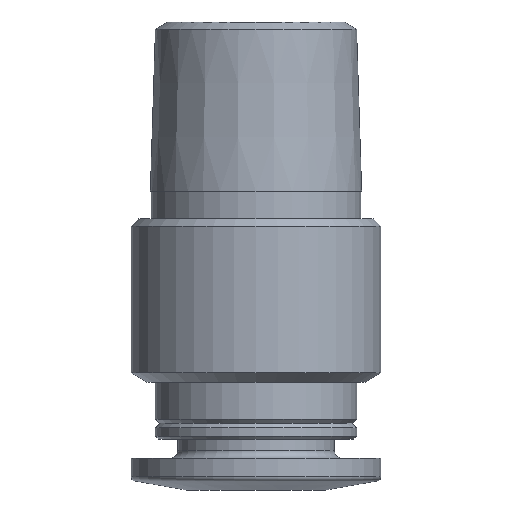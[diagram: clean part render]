
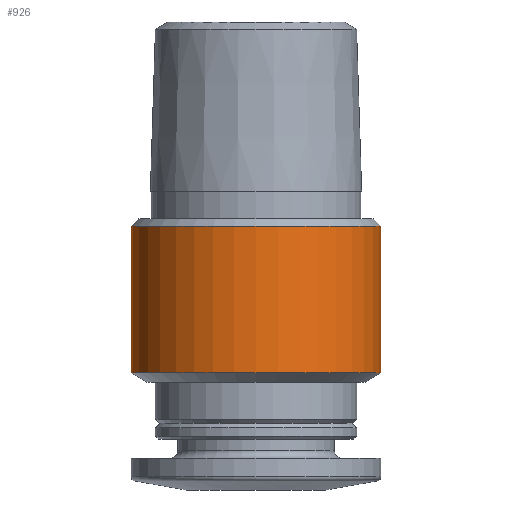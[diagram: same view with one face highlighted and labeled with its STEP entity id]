
A CAD part, front view. The second image highlights one B-rep face of the part: STEP entity #926.
In plain terms, the highlighted cylindrical face has radius 5.9 mm (diameter 11.8 mm), a full revolution.
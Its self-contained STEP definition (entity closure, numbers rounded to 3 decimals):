
#73=CIRCLE('',#986,5.9);
#74=CIRCLE('',#987,5.9);
#120=ORIENTED_EDGE('',*,*,#278,.F.);
#121=ORIENTED_EDGE('',*,*,#279,.T.);
#278=EDGE_CURVE('',#357,#357,#73,.T.);
#279=EDGE_CURVE('',#358,#358,#74,.T.);
#357=VERTEX_POINT('',#1293);
#358=VERTEX_POINT('',#1295);
#463=EDGE_LOOP('',(#120));
#464=EDGE_LOOP('',(#121));
#533=FACE_BOUND('',#463,.T.);
#534=FACE_BOUND('',#464,.T.);
#603=CYLINDRICAL_SURFACE('',#985,5.9);
#926=ADVANCED_FACE('',(#533,#534),#603,.T.);
#985=AXIS2_PLACEMENT_3D('',#1291,#1093,#1094);
#986=AXIS2_PLACEMENT_3D('',#1292,#1095,#1096);
#987=AXIS2_PLACEMENT_3D('',#1294,#1097,#1098);
#1093=DIRECTION('',(0.,0.,-1.));
#1094=DIRECTION('',(-1.,0.,0.));
#1095=DIRECTION('',(0.,0.,-1.));
#1096=DIRECTION('',(-1.,0.,0.));
#1097=DIRECTION('',(0.,0.,-1.));
#1098=DIRECTION('',(-1.,0.,0.));
#1291=CARTESIAN_POINT('',(0.,0.,-14.1));
#1292=CARTESIAN_POINT('',(0.,0.,-8.567));
#1293=CARTESIAN_POINT('',(-5.9,0.,-8.567));
#1294=CARTESIAN_POINT('',(0.,0.,-1.654));
#1295=CARTESIAN_POINT('',(-5.9,0.,-1.654));
